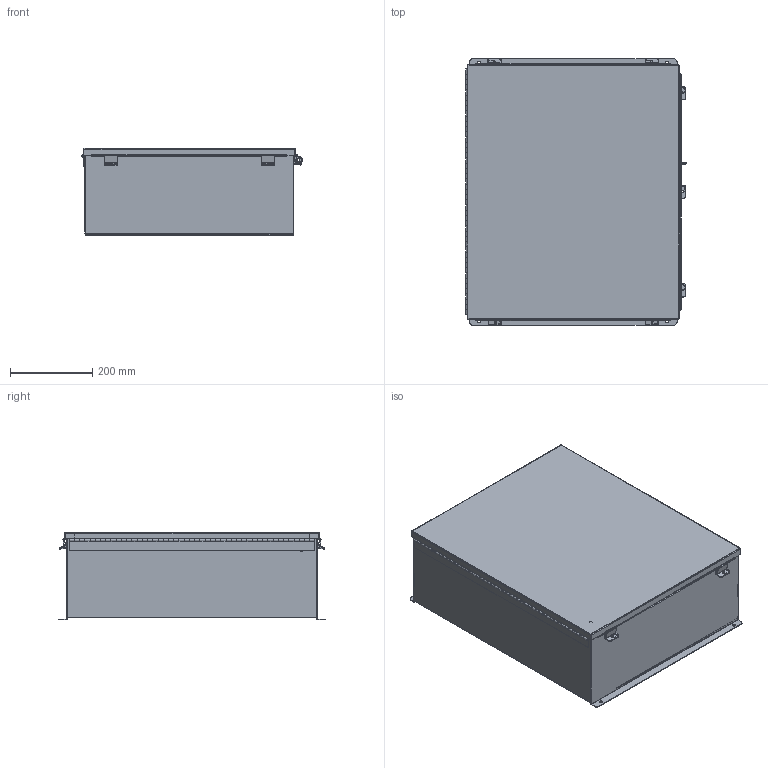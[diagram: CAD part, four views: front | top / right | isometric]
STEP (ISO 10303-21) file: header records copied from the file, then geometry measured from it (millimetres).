
FILE_DESCRIPTION (( 'STEP AP203' ), '1' );
FILE_NAME ('N242008CHNFSS6WP.STEP', '2014-03-05T21:52:43', ( 'changeme' ), ( 'Microsoft' ), 'SwSTEP 2.0', 'SolidWorks 2013', '' );
FILE_SCHEMA (( 'CONFIG_CONTROL_DESIGN' ));
Length unit declared in the file: inch
Products named in the file (15): HW-CLH-JH-20154; N242008CHNFSS6WP JIC_Cover_Template; HW-CLH-JH-20104; N242008CHNFSS6WP JIC_Standoff; N242008CHNFSS6WP; N242008CHNFSS6WP JIC Backpanel; N242008CHNFSS6WP JIC Clamp Bracket; N242008CHNFSS6WP JIC Cover Clamp; N242008CHNFSS6WP JIC Enclosure Template; N242008CHNFSS6WP JIC Top; N242008CHNFSS6WP Hinge Body Side; N242008CHNFSS6WP JIC Bottom; N242008CHNFSS6WP Hinge Cover Side JIC; N242008CHNFSS6WP HW-CD-S-25020-034; N242008CHNFSS6WP _JIC Hinge
Assembly tree (30 placements, depth 3):
  N242008CHNFSS6WP
    N242008CHNFSS6WP JIC Enclosure Template
    N242008CHNFSS6WP _JIC Hinge
      N242008CHNFSS6WP Hinge Body Side
      N242008CHNFSS6WP Hinge Cover Side JIC
    N242008CHNFSS6WP JIC_Cover_Template
    N242008CHNFSS6WP JIC_Standoff  x4
    N242008CHNFSS6WP JIC Backpanel
    N242008CHNFSS6WP JIC Clamp Bracket  x7
    N242008CHNFSS6WP JIC Cover Clamp  x7
    N242008CHNFSS6WP JIC Top
    N242008CHNFSS6WP JIC Bottom
    N242008CHNFSS6WP HW-CD-S-25020-034  x2
    HW-CLH-JH-20154
    HW-CLH-JH-20104
Bounding box: 535.22 x 647.08 x 213.1 mm (x, y, z)
Volume: 2802166.6 mm3; surface area: 2986683.2 mm2
Topology: 29 solids, 29 shells, 1056 faces, 2561 edges, 1569 vertices
Faces by surface type: plane 651, cylinder 385, bspline 8, torus 8, cone 4
Entity records: 24739 total; most frequent: CARTESIAN_POINT 4264, DIRECTION 3988, ORIENTED_EDGE 3778, EDGE_CURVE 1889, AXIS2_PLACEMENT_3D 1343, VECTOR 1302, LINE 1302, VERTEX_POINT 1171
